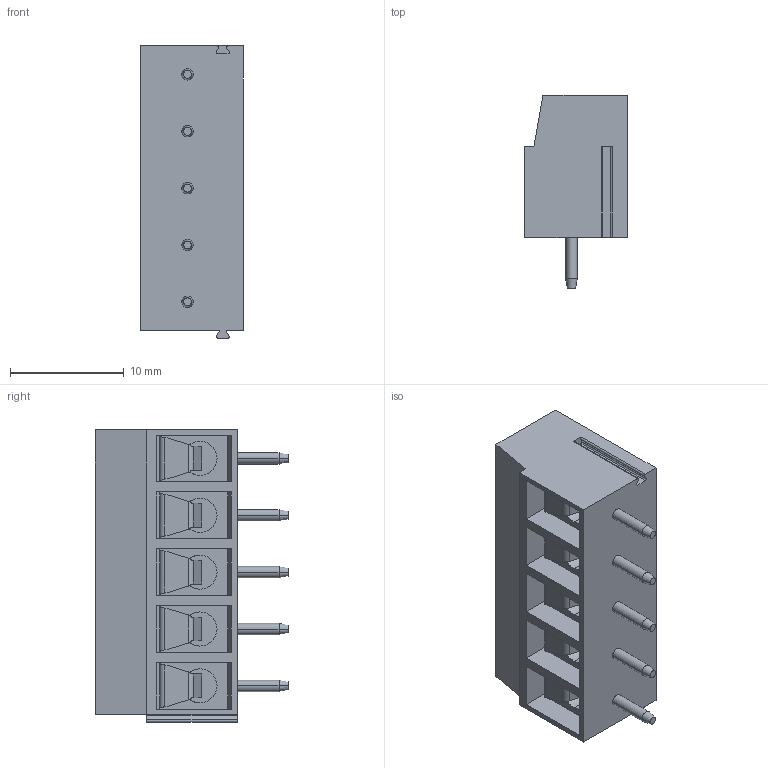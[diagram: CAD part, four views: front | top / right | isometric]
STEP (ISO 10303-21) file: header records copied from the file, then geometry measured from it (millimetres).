
FILE_DESCRIPTION((''),'2;1');
FILE_NAME('PRT0050','2024-10-19T',('yanfa'),(''),'PRO/ENGINEER BY PARAMETRIC TECHNOLOGY CORPORATION, 2009280','PRO/ENGINEER BY PARAMETRIC TECHNOLOGY CORPORATION, 2009280','');
FILE_SCHEMA(('AUTOMOTIVE_DESIGN_CC2 { 1 2 10303 214 -1 1 5 2 }'));
Length unit declared in the file: millimetre
Products named in the file (1): PRT0050
Bounding box: 9 x 17 x 25.68 mm (x, y, z)
Volume: 2173.1 mm3; surface area: 2303.6 mm2
Topology: 1 solids, 1 shells, 354 faces, 931 edges, 604 vertices
Faces by surface type: plane 181, cylinder 103, extrusion 30, cone 30, torus 10
Entity records: 11325 total; most frequent: CARTESIAN_POINT 2556, ORIENTED_EDGE 1862, DIRECTION 1745, EDGE_CURVE 931, VERTEX_POINT 604, VECTOR 585, AXIS2_PLACEMENT_3D 580, LINE 555
